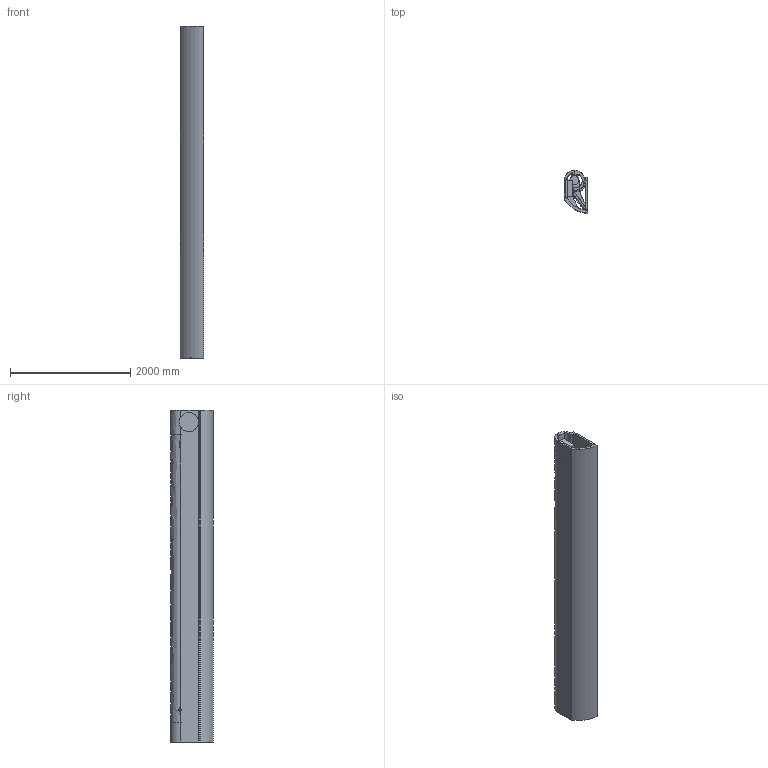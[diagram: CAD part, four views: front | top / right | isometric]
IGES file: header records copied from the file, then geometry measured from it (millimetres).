
Global section: file name: LED 1; native system: AutoCAD 2016 - English; preprocessor: Autodesk Translation Framework DWG producer (atf_dwg_producer); organization: unknown; date: 20170414.141103; units: inch
Bounding box: 381.95 x 711.2 x 5511.8 mm (x, y, z)
Volume: 721494757.9 mm3; surface area: 39521029.6 mm2
Topology: 17 solids, 17 shells, 226 faces, 583 edges, 392 vertices
Faces by surface type: bspline 226
